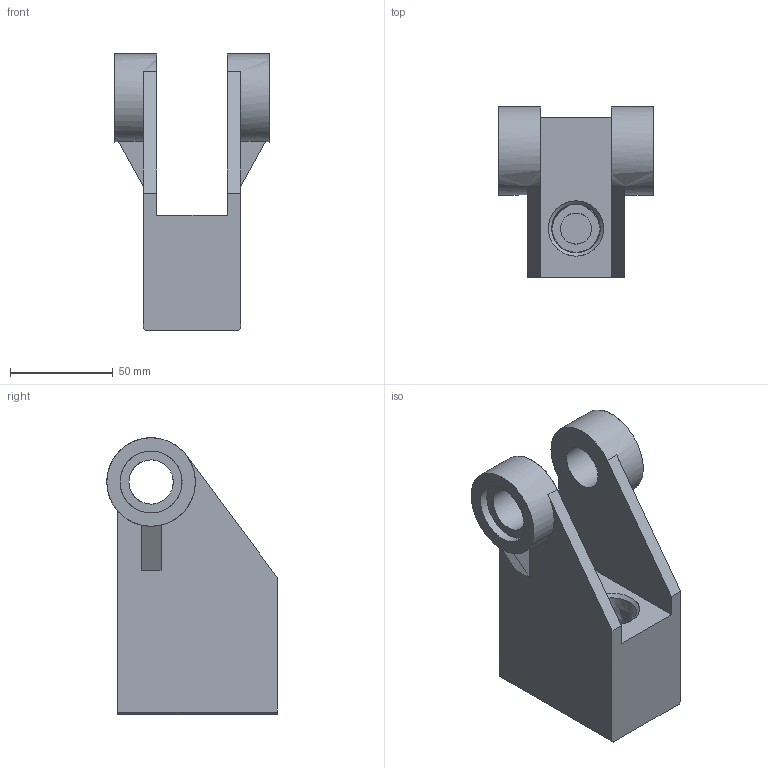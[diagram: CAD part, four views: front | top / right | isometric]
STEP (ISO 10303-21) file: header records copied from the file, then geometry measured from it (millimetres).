
FILE_DESCRIPTION(('FreeCAD Model'),'2;1');
FILE_NAME('Open CASCADE Shape Model','2025-05-03T10:48:24',('FreeCAD'),( 'FreeCAD'),'Open CASCADE STEP processor 7.6','FreeCAD','Unknown');
FILE_SCHEMA(('AUTOMOTIVE_DESIGN { 1 0 10303 214 1 1 1 1 }'));
Length unit declared in the file: millimetre
Products named in the file (1): Open CASCADE STEP translator 7.6 1
Bounding box: 75.3 x 82.83 x 134.47 mm (x, y, z)
Surface area: 51304 mm2 (no closed solid volume)
Topology: 0 solids, 118 shells, 118 faces, 596 edges, 572 vertices
Faces by surface type: bspline 118
Entity records: 16724 total; most frequent: CARTESIAN_POINT 13695, ORIENTED_EDGE 594, EDGE_CURVE 594, VERTEX_POINT 594, B_SPLINE_CURVE_WITH_KNOTS 530, FACE_BOUND 130, EDGE_LOOP 130, SHELL_BASED_SURFACE_MODEL 118
